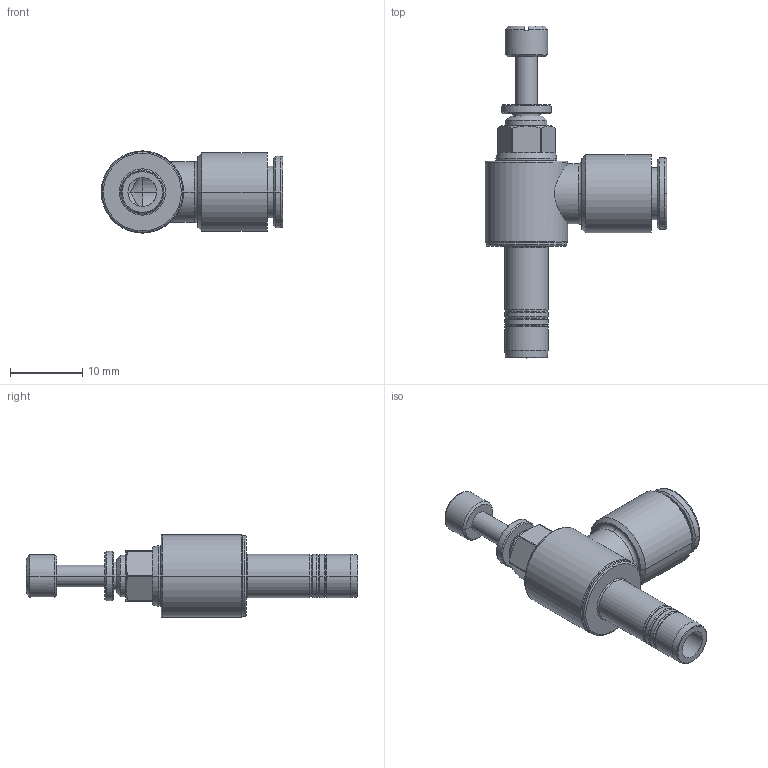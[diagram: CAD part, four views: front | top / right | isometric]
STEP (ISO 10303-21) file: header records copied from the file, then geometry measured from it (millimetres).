
FILE_DESCRIPTION(('STEP AP214'),'1');
FILE_NAME('7630_06_00.stp','2016-07-07T14:31:39',('TraceParts'),('TraceParts S.A.'),'Spatial InterOp 3D',' ',' ');
FILE_SCHEMA(('automotive_design'));
Length unit declared in the file: millimetre
Products named in the file (1): 1
Bounding box: 25.13 x 46 x 11.39 mm (x, y, z)
Volume: 2414 mm3; surface area: 2503.6 mm2
Topology: 1 solids, 1 shells, 151 faces, 350 edges, 211 vertices
Faces by surface type: cone 56, cylinder 42, torus 26, plane 25, revolution 2
Entity records: 4546 total; most frequent: CARTESIAN_POINT 996, DIRECTION 841, ORIENTED_EDGE 700, AXIS2_PLACEMENT_3D 370, EDGE_CURVE 350, CIRCLE 220, VERTEX_POINT 211, EDGE_LOOP 163
